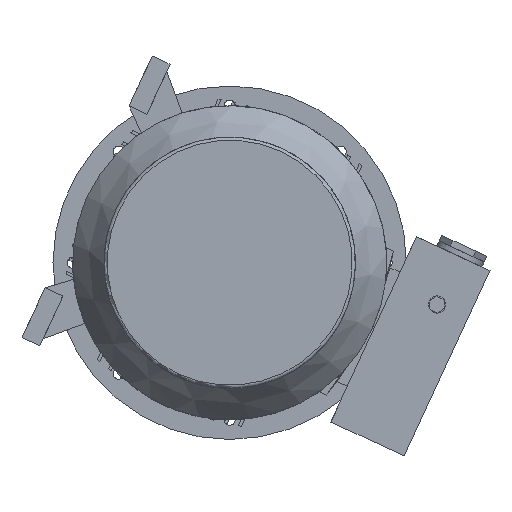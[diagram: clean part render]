
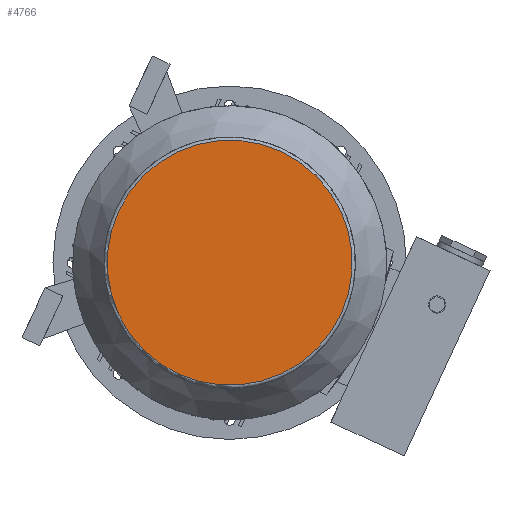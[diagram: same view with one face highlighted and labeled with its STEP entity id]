
A CAD part, left-side view. The second image highlights one B-rep face of the part: STEP entity #4766.
In plain terms, the highlighted face is planar.
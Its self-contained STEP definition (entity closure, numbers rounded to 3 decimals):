
#4766=ADVANCED_FACE('',(#40909),#40911,.T.);
#40909=FACE_BOUND('',#40910,.T.);
#40910=EDGE_LOOP('',(#88913));
#40911=PLANE('',#40912);
#40912=AXIS2_PLACEMENT_3D('',#40913,#40914,#40915);
#40913=CARTESIAN_POINT('',(78.,658.,0.));
#40914=DIRECTION('',(-0.,1.,0.));
#40915=DIRECTION('',(0.,-0.,1.));
#88913=ORIENTED_EDGE('',*,*,#104764,.F.);
#104764=EDGE_CURVE('',#113758,#113758,#113759,.T.);
#113758=VERTEX_POINT('',#130957);
#113759=CIRCLE('',#130958,156.);
#130957=CARTESIAN_POINT('',(156.,658.,0.));
#130958=AXIS2_PLACEMENT_3D('',#130959,#130960,#130961);
#130959=CARTESIAN_POINT('',(0.,658.,0.));
#130960=DIRECTION('',(0.,-1.,-0.));
#130961=DIRECTION('',(-1.,0.,0.));
